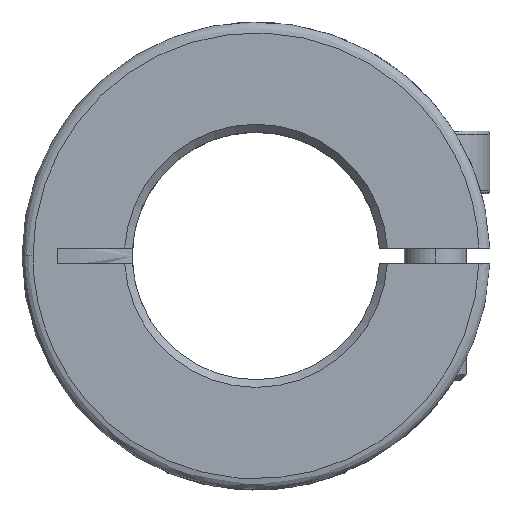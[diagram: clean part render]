
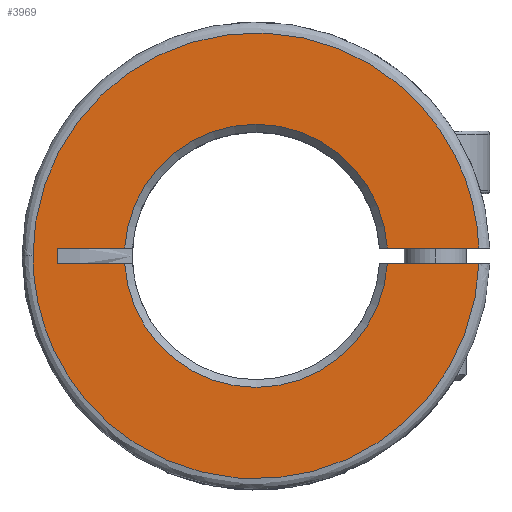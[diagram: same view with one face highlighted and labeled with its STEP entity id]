
A CAD part, top view. The second image highlights one B-rep face of the part: STEP entity #3969.
In plain terms, the highlighted planar face has unit normal (0, 0, 1).
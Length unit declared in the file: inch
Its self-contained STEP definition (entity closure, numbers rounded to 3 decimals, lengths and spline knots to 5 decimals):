
#15 = CARTESIAN_POINT ( 'NONE',  ( 0., 0.01969, 0.44291 ) ) ;
#37 = DIRECTION ( 'NONE',  ( 1., 0., 0. ) ) ;
#64 = VERTEX_POINT ( 'NONE', #1313 ) ;
#162 = DIRECTION ( 'NONE',  ( 1., 0., 0. ) ) ;
#203 = EDGE_CURVE ( 'NONE', #64, #2295, #1762, .T. ) ;
#207 = CARTESIAN_POINT ( 'NONE',  ( 0., 0.01969, 0.44291 ) ) ;
#217 = CARTESIAN_POINT ( 'NONE',  ( -0.50069, 0.01969, 0.44291 ) ) ;
#246 = VERTEX_POINT ( 'NONE', #2083 ) ;
#254 = DIRECTION ( 'NONE',  ( 0., 0., -1. ) ) ;
#281 = CARTESIAN_POINT ( 'NONE',  ( -0.50069, -0.01969, 0.44291 ) ) ;
#293 = VERTEX_POINT ( 'NONE', #281 ) ;
#363 = LINE ( 'NONE', #385, #1873 ) ;
#374 = DIRECTION ( 'NONE',  ( 1., 0., 0. ) ) ;
#385 = CARTESIAN_POINT ( 'NONE',  ( 0., -0.01969, 0.44291 ) ) ;
#406 = CARTESIAN_POINT ( 'NONE',  ( -0.56299, 1.08777, 0.44291 ) ) ;
#487 = LINE ( 'NONE', #207, #1341 ) ;
#614 = CARTESIAN_POINT ( 'NONE',  ( 0., -0.01969, 0.44291 ) ) ;
#642 = ORIENTED_EDGE ( 'NONE', *, *, #1120, .T. ) ;
#738 = CARTESIAN_POINT ( 'NONE',  ( 0., 0., 0.44291 ) ) ;
#760 = ORIENTED_EDGE ( 'NONE', *, *, #4177, .F. ) ;
#790 = VECTOR ( 'NONE', #3227, 39.37008 ) ;
#874 = ORIENTED_EDGE ( 'NONE', *, *, #3944, .T. ) ;
#891 = ORIENTED_EDGE ( 'NONE', *, *, #1980, .T. ) ;
#1057 = DIRECTION ( 'NONE',  ( 0., 0., 1. ) ) ;
#1120 = EDGE_CURVE ( 'NONE', #3678, #2183, #1303, .T. ) ;
#1167 = EDGE_CURVE ( 'NONE', #64, #246, #363, .T. ) ;
#1216 = AXIS2_PLACEMENT_3D ( 'NONE', #3538, #254, #2596 ) ;
#1248 = ORIENTED_EDGE ( 'NONE', *, *, #203, .T. ) ;
#1303 = LINE ( 'NONE', #15, #3002 ) ;
#1311 = EDGE_CURVE ( 'NONE', #293, #3761, #2545, .T. ) ;
#1313 = CARTESIAN_POINT ( 'NONE',  ( 0.3316, -0.01969, 0.44291 ) ) ;
#1331 = ORIENTED_EDGE ( 'NONE', *, *, #3365, .F. ) ;
#1341 = VECTOR ( 'NONE', #162, 39.37008 ) ;
#1397 = CARTESIAN_POINT ( 'NONE',  ( -0.56299, -1.08777, 0.44291 ) ) ;
#1405 = VERTEX_POINT ( 'NONE', #2679 ) ;
#1426 = AXIS2_PLACEMENT_3D ( 'NONE', #3877, #1057, #374 ) ;
#1454 = CARTESIAN_POINT ( 'NONE',  ( -0.56299, 0., 0.44291 ) ) ;
#1583 = PLANE ( 'NONE',  #1426 ) ;
#1693 =( BOUNDED_CURVE ( )  B_SPLINE_CURVE ( 3, ( #2019, #406, #1933, #3578 ),
 .UNSPECIFIED., .F., .T. ) 
 B_SPLINE_CURVE_WITH_KNOTS ( ( 4, 4 ),
 ( 0.5, 1. ),
 .UNSPECIFIED. ) 
 CURVE ( )  GEOMETRIC_REPRESENTATION_ITEM ( )  RATIONAL_B_SPLINE_CURVE ( ( 1., 0.345, 0.345, 1. ) ) 
 REPRESENTATION_ITEM ( '' )  );
#1718 = CARTESIAN_POINT ( 'NONE',  ( 0.56265, 0.01969, 0.44291 ) ) ;
#1762 = CIRCLE ( 'NONE', #4161, 0.33219 ) ;
#1873 = VECTOR ( 'NONE', #37, 39.37008 ) ;
#1933 = CARTESIAN_POINT ( 'NONE',  ( 0.52461, 1.10679, 0.44291 ) ) ;
#1964 = DIRECTION ( 'NONE',  ( -1., 0., 0. ) ) ;
#1980 = EDGE_CURVE ( 'NONE', #3761, #2866, #487, .T. ) ;
#2019 = CARTESIAN_POINT ( 'NONE',  ( -0.56299, 0., 0.44291 ) ) ;
#2083 = CARTESIAN_POINT ( 'NONE',  ( 0.56265, -0.01969, 0.44291 ) ) ;
#2092 = CARTESIAN_POINT ( 'NONE',  ( -0.3316, -0.01969, 0.44291 ) ) ;
#2183 = VERTEX_POINT ( 'NONE', #1718 ) ;
#2295 = VERTEX_POINT ( 'NONE', #2092 ) ;
#2376 = DIRECTION ( 'NONE',  ( 1., 0., 0. ) ) ;
#2389 = VECTOR ( 'NONE', #1964, 39.37008 ) ;
#2545 = LINE ( 'NONE', #3841, #790 ) ;
#2585 = LINE ( 'NONE', #614, #2389 ) ;
#2596 = DIRECTION ( 'NONE',  ( 1., 0., 0. ) ) ;
#2679 = CARTESIAN_POINT ( 'NONE',  ( -0.56299, 0., 0.44291 ) ) ;
#2755 =( BOUNDED_CURVE ( )  B_SPLINE_CURVE ( 3, ( #3675, #3379, #1397, #1454 ),
 .UNSPECIFIED., .F., .T. ) 
 B_SPLINE_CURVE_WITH_KNOTS ( ( 4, 4 ),
 ( 0., 0.5 ),
 .UNSPECIFIED. ) 
 CURVE ( )  GEOMETRIC_REPRESENTATION_ITEM ( )  RATIONAL_B_SPLINE_CURVE ( ( 1., 0.345, 0.345, 1. ) ) 
 REPRESENTATION_ITEM ( '' )  );
#2866 = VERTEX_POINT ( 'NONE', #3200 ) ;
#2920 = EDGE_LOOP ( 'NONE', ( #4181, #642, #760, #1331, #3424, #1248, #874, #3823, #891 ) ) ;
#3002 = VECTOR ( 'NONE', #2376, 39.37008 ) ;
#3046 = DIRECTION ( 'NONE',  ( 1., 0., 0. ) ) ;
#3066 = DIRECTION ( 'NONE',  ( 0., 0., -1. ) ) ;
#3200 = CARTESIAN_POINT ( 'NONE',  ( -0.3316, 0.01969, 0.44291 ) ) ;
#3227 = DIRECTION ( 'NONE',  ( 0., 1., 0. ) ) ;
#3314 = CARTESIAN_POINT ( 'NONE',  ( 0.3316, 0.01969, 0.44291 ) ) ;
#3365 = EDGE_CURVE ( 'NONE', #246, #1405, #2755, .T. ) ;
#3379 = CARTESIAN_POINT ( 'NONE',  ( 0.52461, -1.10679, 0.44291 ) ) ;
#3424 = ORIENTED_EDGE ( 'NONE', *, *, #1167, .F. ) ;
#3491 = CIRCLE ( 'NONE', #1216, 0.33219 ) ;
#3538 = CARTESIAN_POINT ( 'NONE',  ( 0., 0., 0.44291 ) ) ;
#3578 = CARTESIAN_POINT ( 'NONE',  ( 0.56265, 0.01969, 0.44291 ) ) ;
#3675 = CARTESIAN_POINT ( 'NONE',  ( 0.56265, -0.01969, 0.44291 ) ) ;
#3678 = VERTEX_POINT ( 'NONE', #3314 ) ;
#3761 = VERTEX_POINT ( 'NONE', #217 ) ;
#3823 = ORIENTED_EDGE ( 'NONE', *, *, #1311, .T. ) ;
#3841 = CARTESIAN_POINT ( 'NONE',  ( -0.50069, -0.01969, 0.44291 ) ) ;
#3877 = CARTESIAN_POINT ( 'NONE',  ( 0., 0., 0.44291 ) ) ;
#3944 = EDGE_CURVE ( 'NONE', #2295, #293, #2585, .T. ) ;
#3969 = ADVANCED_FACE ( 'NONE', ( #4198 ), #1583, .T. ) ;
#4074 = EDGE_CURVE ( 'NONE', #2866, #3678, #3491, .T. ) ;
#4161 = AXIS2_PLACEMENT_3D ( 'NONE', #738, #3066, #3046 ) ;
#4177 = EDGE_CURVE ( 'NONE', #1405, #2183, #1693, .T. ) ;
#4181 = ORIENTED_EDGE ( 'NONE', *, *, #4074, .T. ) ;
#4198 = FACE_OUTER_BOUND ( 'NONE', #2920, .T. ) ;
